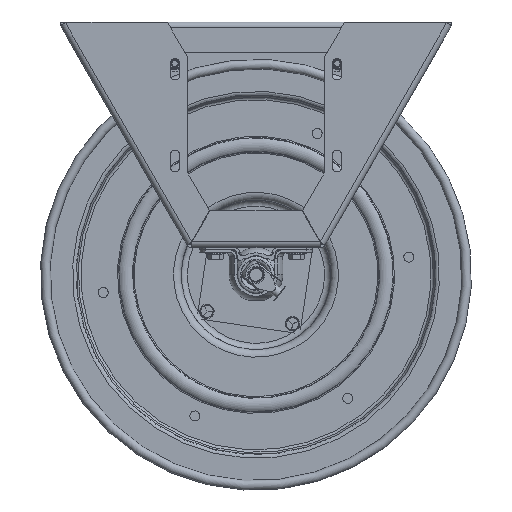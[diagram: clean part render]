
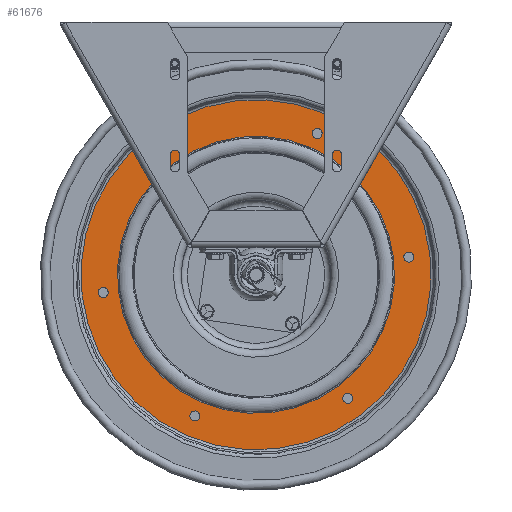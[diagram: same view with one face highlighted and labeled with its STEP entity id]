
A CAD part, front view. The second image highlights one B-rep face of the part: STEP entity #61676.
In plain terms, the highlighted planar face has unit normal (0, -1, 0).
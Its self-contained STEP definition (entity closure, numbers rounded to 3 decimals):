
#1543=FACE_BOUND('',#6779,.T.);
#1544=FACE_BOUND('',#6780,.T.);
#1545=FACE_BOUND('',#6781,.T.);
#1546=FACE_BOUND('',#6782,.T.);
#1547=FACE_BOUND('',#6783,.T.);
#1548=FACE_BOUND('',#6784,.T.);
#1549=FACE_BOUND('',#6785,.T.);
#2070=PLANE('',#65417);
#3677=FACE_OUTER_BOUND('',#6778,.T.);
#6778=EDGE_LOOP('',(#45363,#45364));
#6779=EDGE_LOOP('',(#45365,#45366));
#6780=EDGE_LOOP('',(#45367));
#6781=EDGE_LOOP('',(#45368));
#6782=EDGE_LOOP('',(#45369));
#6783=EDGE_LOOP('',(#45370));
#6784=EDGE_LOOP('',(#45371));
#6785=EDGE_LOOP('',(#45372));
#20287=CIRCLE('',#65414,5.667);
#20289=CIRCLE('',#65416,5.667);
#20290=CIRCLE('',#65418,7.159);
#20291=CIRCLE('',#65419,7.159);
#20292=CIRCLE('',#65420,0.205);
#20293=CIRCLE('',#65421,0.205);
#20294=CIRCLE('',#65422,0.205);
#20295=CIRCLE('',#65423,0.205);
#20296=CIRCLE('',#65424,0.205);
#20297=CIRCLE('',#65425,0.205);
#25332=VERTEX_POINT('',#104601);
#25333=VERTEX_POINT('',#104602);
#25334=VERTEX_POINT('',#104607);
#25335=VERTEX_POINT('',#104608);
#25336=VERTEX_POINT('',#104611);
#25337=VERTEX_POINT('',#104613);
#25338=VERTEX_POINT('',#104615);
#25339=VERTEX_POINT('',#104617);
#25340=VERTEX_POINT('',#104619);
#25341=VERTEX_POINT('',#104621);
#33387=EDGE_CURVE('',#25332,#25333,#20287,.T.);
#33389=EDGE_CURVE('',#25333,#25332,#20289,.T.);
#33390=EDGE_CURVE('',#25334,#25335,#20290,.T.);
#33391=EDGE_CURVE('',#25335,#25334,#20291,.T.);
#33392=EDGE_CURVE('',#25336,#25336,#20292,.T.);
#33393=EDGE_CURVE('',#25337,#25337,#20293,.T.);
#33394=EDGE_CURVE('',#25338,#25338,#20294,.T.);
#33395=EDGE_CURVE('',#25339,#25339,#20295,.T.);
#33396=EDGE_CURVE('',#25340,#25340,#20296,.T.);
#33397=EDGE_CURVE('',#25341,#25341,#20297,.T.);
#45363=ORIENTED_EDGE('',*,*,#33390,.T.);
#45364=ORIENTED_EDGE('',*,*,#33391,.T.);
#45365=ORIENTED_EDGE('',*,*,#33387,.F.);
#45366=ORIENTED_EDGE('',*,*,#33389,.F.);
#45367=ORIENTED_EDGE('',*,*,#33392,.T.);
#45368=ORIENTED_EDGE('',*,*,#33393,.T.);
#45369=ORIENTED_EDGE('',*,*,#33394,.T.);
#45370=ORIENTED_EDGE('',*,*,#33395,.T.);
#45371=ORIENTED_EDGE('',*,*,#33396,.T.);
#45372=ORIENTED_EDGE('',*,*,#33397,.T.);
#61676=ADVANCED_FACE('',(#3677,#1543,#1544,#1545,#1546,#1547,#1548,#1549),
#2070,.T.);
#65414=AXIS2_PLACEMENT_3D('',#104603,#74144,#74145);
#65416=AXIS2_PLACEMENT_3D('',#104605,#74148,#74149);
#65417=AXIS2_PLACEMENT_3D('',#104606,#74150,#74151);
#65418=AXIS2_PLACEMENT_3D('',#104609,#74152,#74153);
#65419=AXIS2_PLACEMENT_3D('',#104610,#74154,#74155);
#65420=AXIS2_PLACEMENT_3D('',#104612,#74156,#74157);
#65421=AXIS2_PLACEMENT_3D('',#104614,#74158,#74159);
#65422=AXIS2_PLACEMENT_3D('',#104616,#74160,#74161);
#65423=AXIS2_PLACEMENT_3D('',#104618,#74162,#74163);
#65424=AXIS2_PLACEMENT_3D('',#104620,#74164,#74165);
#65425=AXIS2_PLACEMENT_3D('',#104622,#74166,#74167);
#74144=DIRECTION('center_axis',(0.,-1.,0.));
#74145=DIRECTION('ref_axis',(0.803,0.,0.597));
#74148=DIRECTION('center_axis',(0.,-1.,0.));
#74149=DIRECTION('ref_axis',(0.803,0.,0.597));
#74150=DIRECTION('center_axis',(0.,-1.,0.));
#74151=DIRECTION('ref_axis',(0.597,0.,-0.803));
#74152=DIRECTION('center_axis',(0.,-1.,0.));
#74153=DIRECTION('ref_axis',(0.803,0.,0.597));
#74154=DIRECTION('center_axis',(0.,-1.,0.));
#74155=DIRECTION('ref_axis',(0.803,0.,0.597));
#74156=DIRECTION('center_axis',(0.,1.,0.));
#74157=DIRECTION('ref_axis',(-0.803,0.,-0.597));
#74158=DIRECTION('center_axis',(0.,1.,0.));
#74159=DIRECTION('ref_axis',(-0.918,0.,0.397));
#74160=DIRECTION('center_axis',(0.,1.,0.));
#74161=DIRECTION('ref_axis',(-0.115,0.,0.993));
#74162=DIRECTION('center_axis',(0.,1.,0.));
#74163=DIRECTION('ref_axis',(0.803,0.,0.597));
#74164=DIRECTION('center_axis',(0.,1.,0.));
#74165=DIRECTION('ref_axis',(0.918,0.,-0.397));
#74166=DIRECTION('center_axis',(0.,1.,0.));
#74167=DIRECTION('ref_axis',(0.115,0.,-0.993));
#104601=CARTESIAN_POINT('',(4.548,-4.153,3.371));
#104602=CARTESIAN_POINT('',(-3.381,-4.153,4.538));
#104603=CARTESIAN_POINT('Origin',(0.,-4.153,
-0.01));
#104605=CARTESIAN_POINT('Origin',(0.,-4.153,
-0.01));
#104606=CARTESIAN_POINT('Origin',(5.147,-4.153,3.816));
#104607=CARTESIAN_POINT('',(5.746,-4.153,4.261));
#104608=CARTESIAN_POINT('',(-4.271,-4.153,5.736));
#104609=CARTESIAN_POINT('Origin',(0.,-4.153,
-0.01));
#104610=CARTESIAN_POINT('Origin',(0.,-4.153,
-0.01));
#104611=CARTESIAN_POINT('',(-3.588,-4.153,5.161));
#104612=CARTESIAN_POINT('Origin',(-3.752,-4.153,5.038));
#104613=CARTESIAN_POINT('',(2.684,-4.153,5.682));
#104614=CARTESIAN_POINT('Origin',(2.496,-4.153,5.764));
#104615=CARTESIAN_POINT('',(6.272,-4.153,0.512));
#104616=CARTESIAN_POINT('Origin',(6.248,-4.153,0.715));
#104617=CARTESIAN_POINT('',(3.588,-4.153,-5.181));
#104618=CARTESIAN_POINT('Origin',(3.752,-4.153,-5.058));
#104619=CARTESIAN_POINT('',(-2.684,-4.153,-5.702));
#104620=CARTESIAN_POINT('Origin',(-2.496,-4.153,-5.784));
#104621=CARTESIAN_POINT('',(-6.272,-4.153,-0.532));
#104622=CARTESIAN_POINT('Origin',(-6.248,-4.153,-0.735));
